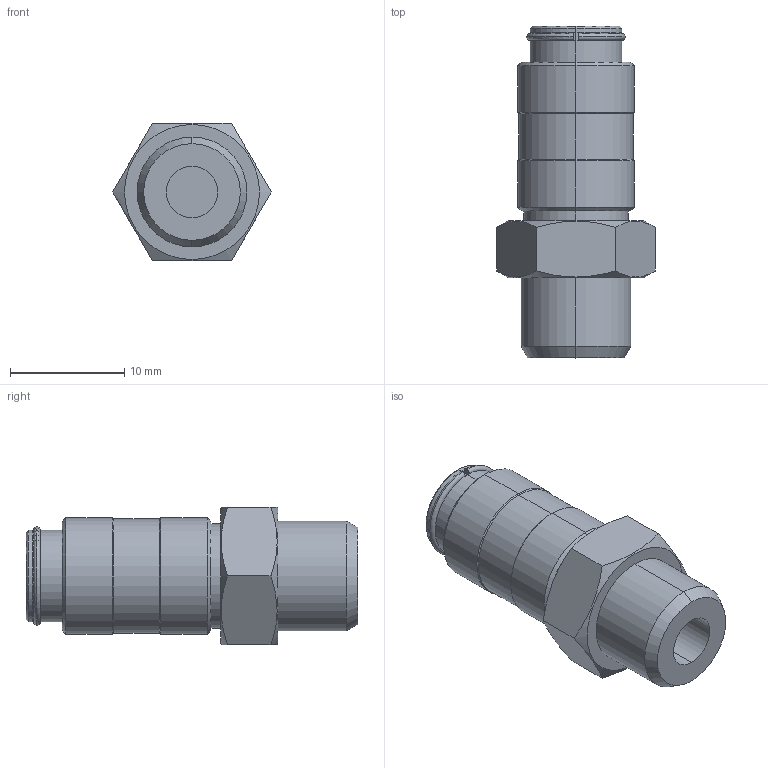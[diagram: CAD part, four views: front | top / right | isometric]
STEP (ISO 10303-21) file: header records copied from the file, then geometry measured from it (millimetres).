
FILE_DESCRIPTION (( 'STEP AP203' ), '1' );
FILE_NAME ('GU20.110018', ( '' ), ( 'sopra-pneumatic' ), 'SwSTEP 2.0', 'SolidWorks 2011', '' );
FILE_SCHEMA (( 'CONFIG_CONTROL_DESIGN' ));
Length unit declared in the file: millimetre
Products named in the file (1): 07200101
Bounding box: 13.86 x 29 x 12 mm (x, y, z)
Volume: 2014.4 mm3; surface area: 1531.7 mm2
Topology: 2 solids, 2 shells, 58 faces, 120 edges, 74 vertices
Faces by surface type: cylinder 20, plane 18, cone 18, torus 2
Entity records: 1719 total; most frequent: CARTESIAN_POINT 401, DIRECTION 274, ORIENTED_EDGE 240, EDGE_CURVE 120, AXIS2_PLACEMENT_3D 115, VERTEX_POINT 74, EDGE_LOOP 66, FACE_OUTER_BOUND 58
